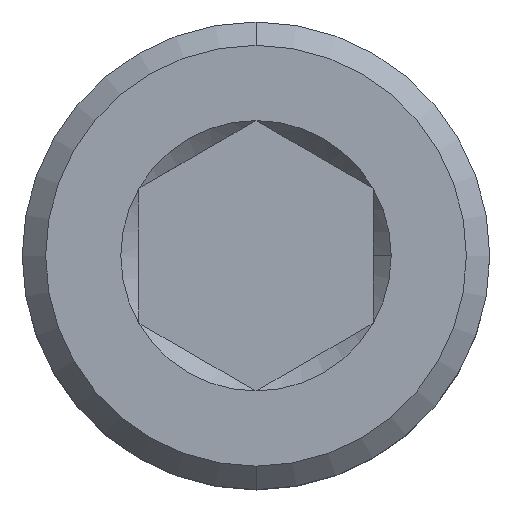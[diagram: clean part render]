
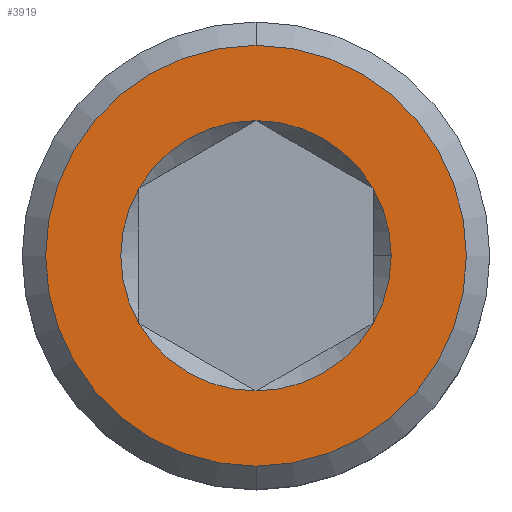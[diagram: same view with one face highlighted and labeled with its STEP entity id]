
A CAD part, top view. The second image highlights one B-rep face of the part: STEP entity #3919.
In plain terms, the highlighted planar face has unit normal (0, 0, 1).
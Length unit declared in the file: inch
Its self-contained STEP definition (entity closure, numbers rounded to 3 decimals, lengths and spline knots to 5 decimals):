
#186 = CARTESIAN_POINT ( 'NONE',  ( -0.07812, 0.04511, 0.97 ) ) ;
#305 = CARTESIAN_POINT ( 'NONE',  ( 0., 0., 0.97 ) ) ;
#411 = PLANE ( 'NONE',  #4580 ) ;
#519 = DIRECTION ( 'NONE',  ( 0., 0., 1. ) ) ;
#521 = EDGE_LOOP ( 'NONE', ( #5817, #4893 ) ) ;
#757 = EDGE_CURVE ( 'NONE', #3751, #6490, #3938, .T. ) ;
#1078 = ORIENTED_EDGE ( 'NONE', *, *, #4378, .F. ) ;
#1090 = AXIS2_PLACEMENT_3D ( 'NONE', #2155, #3169, #4331 ) ;
#1153 = DIRECTION ( 'NONE',  ( 1., 0., 0. ) ) ;
#1359 = DIRECTION ( 'NONE',  ( 0., 0., 1. ) ) ;
#1724 = DIRECTION ( 'NONE',  ( 1., 0., 0. ) ) ;
#1786 = CIRCLE ( 'NONE', #2719, 0.09021 ) ;
#1816 = EDGE_CURVE ( 'NONE', #6490, #4606, #3943, .T. ) ;
#1833 = VERTEX_POINT ( 'NONE', #6400 ) ;
#1896 = DIRECTION ( 'NONE',  ( 0., 1., 0. ) ) ;
#1899 = AXIS2_PLACEMENT_3D ( 'NONE', #6508, #7599, #1896 ) ;
#2079 = ORIENTED_EDGE ( 'NONE', *, *, #4061, .F. ) ;
#2138 = ORIENTED_EDGE ( 'NONE', *, *, #2727, .F. ) ;
#2155 = CARTESIAN_POINT ( 'NONE',  ( 0., 0., 0.97 ) ) ;
#2171 = CIRCLE ( 'NONE', #3247, 0.1404 ) ;
#2566 = AXIS2_PLACEMENT_3D ( 'NONE', #5611, #4394, #1724 ) ;
#2589 = CARTESIAN_POINT ( 'NONE',  ( 0., 0.09021, 0.97 ) ) ;
#2677 = EDGE_CURVE ( 'NONE', #3319, #6449, #2171, .T. ) ;
#2719 = AXIS2_PLACEMENT_3D ( 'NONE', #6879, #4382, #6919 ) ;
#2727 = EDGE_CURVE ( 'NONE', #5290, #3751, #6967, .T. ) ;
#2879 = DIRECTION ( 'NONE',  ( 0., 1., 0. ) ) ;
#2924 = DIRECTION ( 'NONE',  ( 0., 0., 1. ) ) ;
#2961 = ORIENTED_EDGE ( 'NONE', *, *, #1816, .F. ) ;
#3033 = ORIENTED_EDGE ( 'NONE', *, *, #6969, .F. ) ;
#3120 = EDGE_LOOP ( 'NONE', ( #3033, #4809, #1078, #2961, #5242, #2138, #2079 ) ) ;
#3169 = DIRECTION ( 'NONE',  ( 0., 0., 1. ) ) ;
#3247 = AXIS2_PLACEMENT_3D ( 'NONE', #305, #3954, #6565 ) ;
#3319 = VERTEX_POINT ( 'NONE', #7050 ) ;
#3556 = CARTESIAN_POINT ( 'NONE',  ( 0., 0.156, 0.97 ) ) ;
#3569 = CARTESIAN_POINT ( 'NONE',  ( -0.07813, -0.04511, 0.97 ) ) ;
#3751 = VERTEX_POINT ( 'NONE', #6624 ) ;
#3919 = ADVANCED_FACE ( 'NONE', ( #6791, #7456 ), #411, .F. ) ;
#3938 = CIRCLE ( 'NONE', #4728, 0.09021 ) ;
#3943 = CIRCLE ( 'NONE', #6466, 0.09021 ) ;
#3954 = DIRECTION ( 'NONE',  ( 0., 0., 1. ) ) ;
#4061 = EDGE_CURVE ( 'NONE', #6848, #5290, #1786, .T. ) ;
#4102 = VERTEX_POINT ( 'NONE', #2589 ) ;
#4243 = CARTESIAN_POINT ( 'NONE',  ( 0.07813, -0.04511, 0.97 ) ) ;
#4282 = CARTESIAN_POINT ( 'NONE',  ( 0., 0., 0.97 ) ) ;
#4306 = DIRECTION ( 'NONE',  ( 1., 0., 0. ) ) ;
#4331 = DIRECTION ( 'NONE',  ( 1., 0., 0. ) ) ;
#4378 = EDGE_CURVE ( 'NONE', #4606, #1833, #7779, .T. ) ;
#4382 = DIRECTION ( 'NONE',  ( 0., 0., 1. ) ) ;
#4394 = DIRECTION ( 'NONE',  ( 0., 0., 1. ) ) ;
#4580 = AXIS2_PLACEMENT_3D ( 'NONE', #3556, #6045, #2879 ) ;
#4581 = CARTESIAN_POINT ( 'NONE',  ( 0., 0., 0.97 ) ) ;
#4606 = VERTEX_POINT ( 'NONE', #7913 ) ;
#4728 = AXIS2_PLACEMENT_3D ( 'NONE', #6709, #2924, #4306 ) ;
#4809 = ORIENTED_EDGE ( 'NONE', *, *, #6460, .F. ) ;
#4816 = CIRCLE ( 'NONE', #1090, 0.09021 ) ;
#4893 = ORIENTED_EDGE ( 'NONE', *, *, #2677, .T. ) ;
#5203 = CARTESIAN_POINT ( 'NONE',  ( 0., 0., 0.97 ) ) ;
#5242 = ORIENTED_EDGE ( 'NONE', *, *, #757, .F. ) ;
#5257 = DIRECTION ( 'NONE',  ( 1., 0., 0. ) ) ;
#5290 = VERTEX_POINT ( 'NONE', #3569 ) ;
#5611 = CARTESIAN_POINT ( 'NONE',  ( 0., 0., 0.97 ) ) ;
#5797 = DIRECTION ( 'NONE',  ( 0., 0., 1. ) ) ;
#5817 = ORIENTED_EDGE ( 'NONE', *, *, #7316, .T. ) ;
#6045 = DIRECTION ( 'NONE',  ( 0., 0., -1. ) ) ;
#6047 = AXIS2_PLACEMENT_3D ( 'NONE', #4581, #5797, #5257 ) ;
#6400 = CARTESIAN_POINT ( 'NONE',  ( 0.07813, 0.04511, 0.97 ) ) ;
#6449 = VERTEX_POINT ( 'NONE', #7399 ) ;
#6460 = EDGE_CURVE ( 'NONE', #1833, #4102, #4816, .T. ) ;
#6466 = AXIS2_PLACEMENT_3D ( 'NONE', #5203, #1359, #7733 ) ;
#6490 = VERTEX_POINT ( 'NONE', #4243 ) ;
#6508 = CARTESIAN_POINT ( 'NONE',  ( 0., 0., 0.97 ) ) ;
#6565 = DIRECTION ( 'NONE',  ( 0., 1., 0. ) ) ;
#6624 = CARTESIAN_POINT ( 'NONE',  ( 0., -0.09021, 0.97 ) ) ;
#6709 = CARTESIAN_POINT ( 'NONE',  ( 0., 0., 0.97 ) ) ;
#6791 = FACE_OUTER_BOUND ( 'NONE', #521, .T. ) ;
#6848 = VERTEX_POINT ( 'NONE', #186 ) ;
#6879 = CARTESIAN_POINT ( 'NONE',  ( 0., 0., 0.97 ) ) ;
#6919 = DIRECTION ( 'NONE',  ( 1., 0., 0. ) ) ;
#6948 = CIRCLE ( 'NONE', #2566, 0.09021 ) ;
#6967 = CIRCLE ( 'NONE', #7760, 0.09021 ) ;
#6969 = EDGE_CURVE ( 'NONE', #4102, #6848, #6948, .T. ) ;
#7050 = CARTESIAN_POINT ( 'NONE',  ( 0., -0.1404, 0.97 ) ) ;
#7316 = EDGE_CURVE ( 'NONE', #6449, #3319, #7880, .T. ) ;
#7399 = CARTESIAN_POINT ( 'NONE',  ( 0., 0.1404, 0.97 ) ) ;
#7456 = FACE_BOUND ( 'NONE', #3120, .T. ) ;
#7599 = DIRECTION ( 'NONE',  ( 0., 0., 1. ) ) ;
#7733 = DIRECTION ( 'NONE',  ( 1., 0., 0. ) ) ;
#7760 = AXIS2_PLACEMENT_3D ( 'NONE', #4282, #519, #1153 ) ;
#7779 = CIRCLE ( 'NONE', #6047, 0.09021 ) ;
#7880 = CIRCLE ( 'NONE', #1899, 0.1404 ) ;
#7913 = CARTESIAN_POINT ( 'NONE',  ( 0.09021, 0., 0.97 ) ) ;
